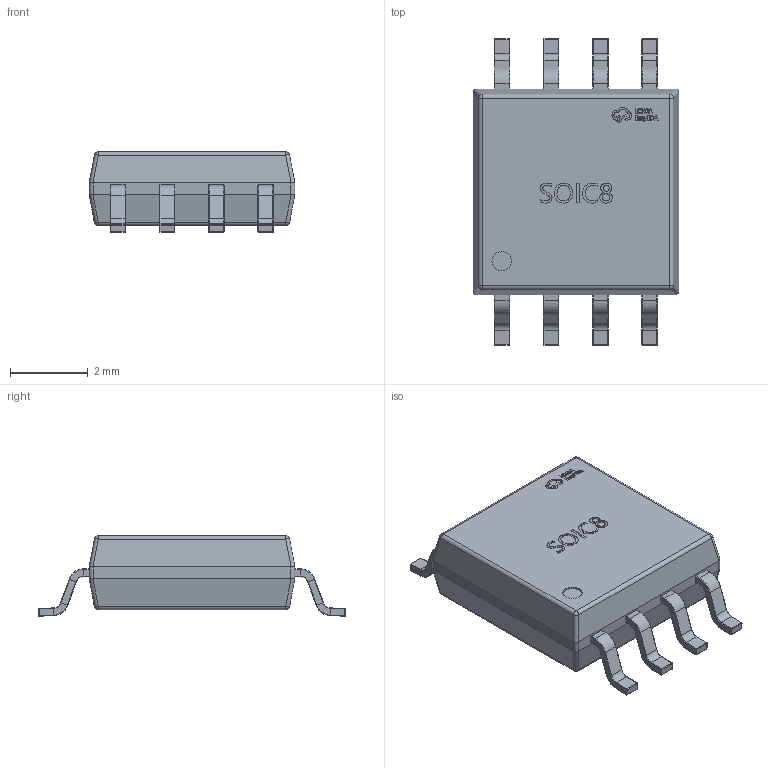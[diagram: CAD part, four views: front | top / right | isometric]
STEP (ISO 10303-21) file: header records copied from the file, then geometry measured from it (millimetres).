
FILE_DESCRIPTION(('FreeCAD Model'),'2;1');
FILE_NAME('Open CASCADE Shape Model','2024-06-09T13:26:27',(''),(''), 'Open CASCADE STEP processor 7.6','FreeCAD','Unknown');
FILE_SCHEMA(('AUTOMOTIVE_DESIGN { 1 0 10303 214 1 1 1 1 }'));
Length unit declared in the file: millimetre
Products named in the file (26): PCBModel; U2; SOIC-8_L5.3-W5.3-P1.27-LS8.0-BL; COMPOUND022; COMPOUND; COMPOUND001; COMPOUND002; COMPOUND003; COMPOUND004; COMPOUND005; COMPOUND006; COMPOUND007; COMPOUND008; COMPOUND009; COMPOUND010; COMPOUND011; COMPOUND012; COMPOUND013; COMPOUND014; COMPOUND015; COMPOUND016; COMPOUND017; COMPOUND018; COMPOUND019; COMPOUND020; COMPOUND021
Assembly tree (25 placements, depth 5):
  PCBModel
    U2
      SOIC-8_L5.3-W5.3-P1.27-LS8.0-BL
        COMPOUND022
          COMPOUND
          COMPOUND001
          COMPOUND002
          COMPOUND003
          COMPOUND004
          COMPOUND005
          COMPOUND006
          COMPOUND007
          COMPOUND008
          COMPOUND009
          COMPOUND010
          COMPOUND011
          COMPOUND012
          COMPOUND013
          COMPOUND014
          COMPOUND015
          COMPOUND016
          COMPOUND017
          COMPOUND018
          COMPOUND019
          COMPOUND020
          COMPOUND021
Bounding box: 5.3 x 7.91 x 2.07 mm (x, y, z)
Volume: 52 mm3; surface area: 108 mm2
Topology: 22 solids, 22 shells, 811 faces, 1893 edges, 1126 vertices
Faces by surface type: plane 353, cylinder 190, bspline 156, torus 64, sphere 48
Entity records: 28151 total; most frequent: CARTESIAN_POINT 8892, ORIENTED_EDGE 3754, DIRECTION 3351, EDGE_CURVE 1877, AXIS2_PLACEMENT_3D 1133, VERTEX_POINT 1126, LINE 1085, VECTOR 1085
